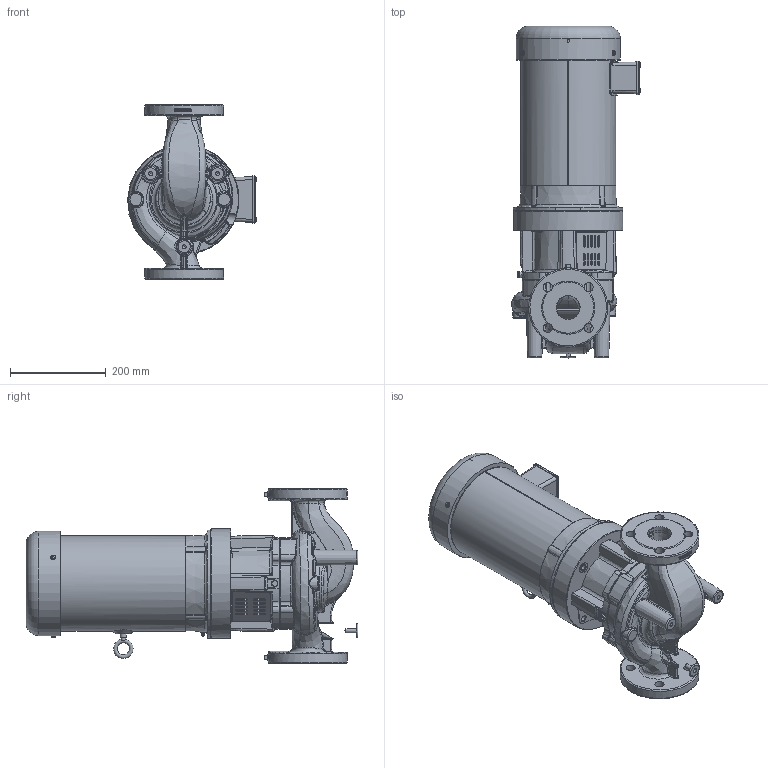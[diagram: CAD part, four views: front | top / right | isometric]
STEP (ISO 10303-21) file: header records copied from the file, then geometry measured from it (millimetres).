
FILE_DESCRIPTION(/* description */ (''),/* implementation_level */ '2;1');
FILE_NAME(/* name */ '2714643 - PUMP IL2 105_250-2-S1E 460V_3_60 TEFC_Shrinkwrap_1.stp',/* time_stamp */ '2022-03-22T15:41:49-05:00',/* author */ ('faliszekte'),/* organization */ (''),/* preprocessor_version */ 'ST-DEVELOPER v18.1',/* originating_system */ 'Autodesk Inventor 2021',/* authorisation */ '');
FILE_SCHEMA (('AUTOMOTIVE_DESIGN { 1 0 10303 214 3 1 1 }'));
Length unit declared in the file: inch
Products named in the file (1): 2714643 - PUMP IL2 105_250-2-S1E 460V_3_60 TEFC_Shrinkwrap_1
Bounding box: 270.29 x 694.68 x 368.3 mm (x, y, z)
Surface area: 959706.8 mm2 (no closed solid volume)
Topology: 0 solids, 21 shells, 2785 faces, 7899 edges, 5148 vertices
Faces by surface type: plane 1054, cylinder 751, bspline 724, cone 140, sphere 61, torus 55
Full cylindrical faces by diameter (mm): 3.768 x1, 5 x1, 8.141 x10, 8.38 x3, 8.6 x2, 9 x2, 9.652 x1, 10.516 x7, 11.1 x2, 12.548 x1, 13.5 x6, 13.8 x2, 17.5 x4, 19.05 x8, 33.05 x1, 34.919 x1, 85.25 x1, 116 x1, 165.1 x2, 215.862 x1, 218.328 x1, 229 x1
Entity records: 175794 total; most frequent: CARTESIAN_POINT 105226, ORIENTED_EDGE 14748, DIRECTION 12832, EDGE_CURVE 7852, VERTEX_POINT 5147, AXIS2_PLACEMENT_3D 4691, LINE 3450, VECTOR 3450
